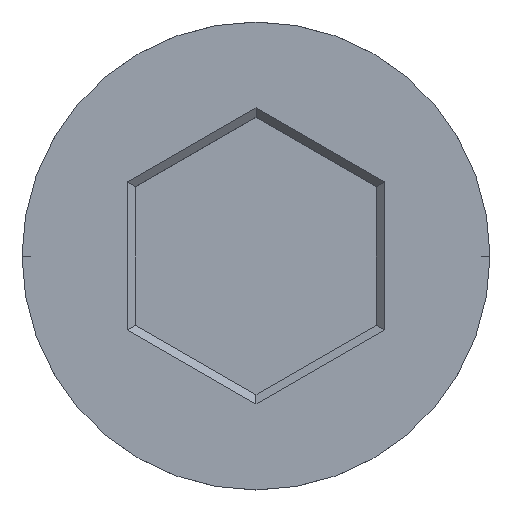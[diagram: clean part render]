
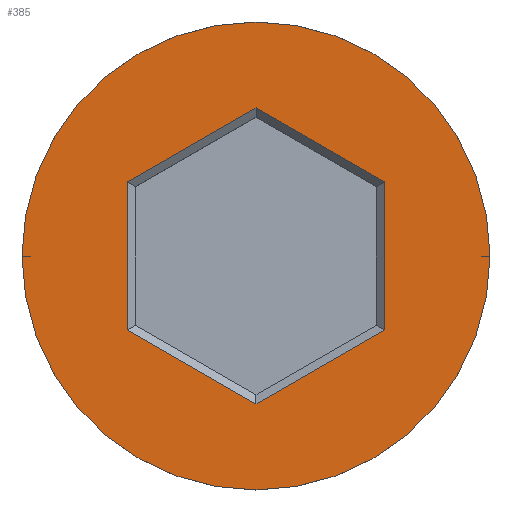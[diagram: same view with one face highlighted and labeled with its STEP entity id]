
A CAD part, top view. The second image highlights one B-rep face of the part: STEP entity #385.
In plain terms, the highlighted planar face has unit normal (0, 0, 1).
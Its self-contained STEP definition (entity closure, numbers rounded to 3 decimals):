
#19 = VERTEX_POINT ( 'NONE', #619 ) ;
#27 = ORIENTED_EDGE ( 'NONE', *, *, #1263, .T. ) ;
#62 = ORIENTED_EDGE ( 'NONE', *, *, #202, .T. ) ;
#75 = DIRECTION ( 'NONE',  ( 0., 1., 0. ) ) ;
#87 = VECTOR ( 'NONE', #249, 1000. ) ;
#96 = DIRECTION ( 'NONE',  ( -0.866, -0.5, 0. ) ) ;
#102 = DIRECTION ( 'NONE',  ( 0., 0., 1. ) ) ;
#120 = DIRECTION ( 'NONE',  ( 1., 0., 0. ) ) ;
#187 = VECTOR ( 'NONE', #503, 1000. ) ;
#202 = EDGE_CURVE ( 'NONE', #217, #370, #936, .T. ) ;
#205 = EDGE_CURVE ( 'NONE', #370, #19, #1580, .T. ) ;
#206 = ORIENTED_EDGE ( 'NONE', *, *, #589, .T. ) ;
#217 = VERTEX_POINT ( 'NONE', #1554 ) ;
#241 = AXIS2_PLACEMENT_3D ( 'NONE', #509, #1600, #479 ) ;
#249 = DIRECTION ( 'NONE',  ( 0., -1., 0. ) ) ;
#263 = ORIENTED_EDGE ( 'NONE', *, *, #1305, .T. ) ;
#274 = DIRECTION ( 'NONE',  ( 0.866, -0.5, 0. ) ) ;
#306 = CARTESIAN_POINT ( 'NONE',  ( -0.1, 3.58, 0. ) ) ;
#333 = DIRECTION ( 'NONE',  ( 0.866, 0.5, 0. ) ) ;
#346 = CARTESIAN_POINT ( 'NONE',  ( 0.1, -3.58, 0. ) ) ;
#349 = CARTESIAN_POINT ( 'NONE',  ( -3.15, 1.819, 0. ) ) ;
#355 = VERTEX_POINT ( 'NONE', #712 ) ;
#370 = VERTEX_POINT ( 'NONE', #349 ) ;
#385 = ADVANCED_FACE ( 'NONE', ( #1212, #873 ), #468, .T. ) ;
#404 = VERTEX_POINT ( 'NONE', #506 ) ;
#468 = PLANE ( 'NONE',  #598 ) ;
#471 = VERTEX_POINT ( 'NONE', #1303 ) ;
#479 = DIRECTION ( 'NONE',  ( 1., 0., 0. ) ) ;
#503 = DIRECTION ( 'NONE',  ( -0.866, 0.5, 0. ) ) ;
#506 = CARTESIAN_POINT ( 'NONE',  ( 5.75, 0., 0. ) ) ;
#509 = CARTESIAN_POINT ( 'NONE',  ( 0., 0., 0. ) ) ;
#512 = CARTESIAN_POINT ( 'NONE',  ( 0., 0., 0. ) ) ;
#518 = CARTESIAN_POINT ( 'NONE',  ( -3.05, -1.876, 0. ) ) ;
#538 = EDGE_LOOP ( 'NONE', ( #592, #62, #1275, #206, #263, #1570 ) ) ;
#570 = EDGE_CURVE ( 'NONE', #355, #404, #1429, .T. ) ;
#589 = EDGE_CURVE ( 'NONE', #19, #1234, #1387, .T. ) ;
#591 = CARTESIAN_POINT ( 'NONE',  ( 0., 0., 0. ) ) ;
#592 = ORIENTED_EDGE ( 'NONE', *, *, #823, .T. ) ;
#598 = AXIS2_PLACEMENT_3D ( 'NONE', #591, #102, #120 ) ;
#619 = CARTESIAN_POINT ( 'NONE',  ( 0., 3.637, 0. ) ) ;
#648 = CARTESIAN_POINT ( 'NONE',  ( 3.05, 1.876, 0. ) ) ;
#699 = VECTOR ( 'NONE', #75, 1000. ) ;
#712 = CARTESIAN_POINT ( 'NONE',  ( -5.75, 0., 0. ) ) ;
#748 = VERTEX_POINT ( 'NONE', #1337 ) ;
#770 = DIRECTION ( 'NONE',  ( 1., 0., 0. ) ) ;
#823 = EDGE_CURVE ( 'NONE', #748, #217, #1114, .T. ) ;
#873 = FACE_OUTER_BOUND ( 'NONE', #1240, .T. ) ;
#931 = CIRCLE ( 'NONE', #241, 5.75 ) ;
#936 = LINE ( 'NONE', #1439, #699 ) ;
#1064 = VECTOR ( 'NONE', #96, 1000. ) ;
#1070 = EDGE_CURVE ( 'NONE', #471, #748, #1310, .T. ) ;
#1114 = LINE ( 'NONE', #518, #187 ) ;
#1127 = LINE ( 'NONE', #1483, #87 ) ;
#1165 = AXIS2_PLACEMENT_3D ( 'NONE', #512, #1266, #770 ) ;
#1212 = FACE_BOUND ( 'NONE', #538, .T. ) ;
#1234 = VERTEX_POINT ( 'NONE', #1500 ) ;
#1240 = EDGE_LOOP ( 'NONE', ( #27, #1486 ) ) ;
#1263 = EDGE_CURVE ( 'NONE', #404, #355, #931, .T. ) ;
#1266 = DIRECTION ( 'NONE',  ( 0., 0., 1. ) ) ;
#1275 = ORIENTED_EDGE ( 'NONE', *, *, #205, .T. ) ;
#1303 = CARTESIAN_POINT ( 'NONE',  ( 3.15, -1.819, 0. ) ) ;
#1305 = EDGE_CURVE ( 'NONE', #1234, #471, #1127, .T. ) ;
#1310 = LINE ( 'NONE', #346, #1064 ) ;
#1337 = CARTESIAN_POINT ( 'NONE',  ( 0., -3.637, 0. ) ) ;
#1382 = VECTOR ( 'NONE', #333, 1000. ) ;
#1387 = LINE ( 'NONE', #648, #1590 ) ;
#1429 = CIRCLE ( 'NONE', #1165, 5.75 ) ;
#1439 = CARTESIAN_POINT ( 'NONE',  ( -3.15, 1.703, 0. ) ) ;
#1483 = CARTESIAN_POINT ( 'NONE',  ( 3.15, -1.703, 0. ) ) ;
#1486 = ORIENTED_EDGE ( 'NONE', *, *, #570, .T. ) ;
#1500 = CARTESIAN_POINT ( 'NONE',  ( 3.15, 1.819, 0. ) ) ;
#1554 = CARTESIAN_POINT ( 'NONE',  ( -3.15, -1.819, 0. ) ) ;
#1570 = ORIENTED_EDGE ( 'NONE', *, *, #1070, .T. ) ;
#1580 = LINE ( 'NONE', #306, #1382 ) ;
#1590 = VECTOR ( 'NONE', #274, 1000. ) ;
#1600 = DIRECTION ( 'NONE',  ( 0., 0., 1. ) ) ;
